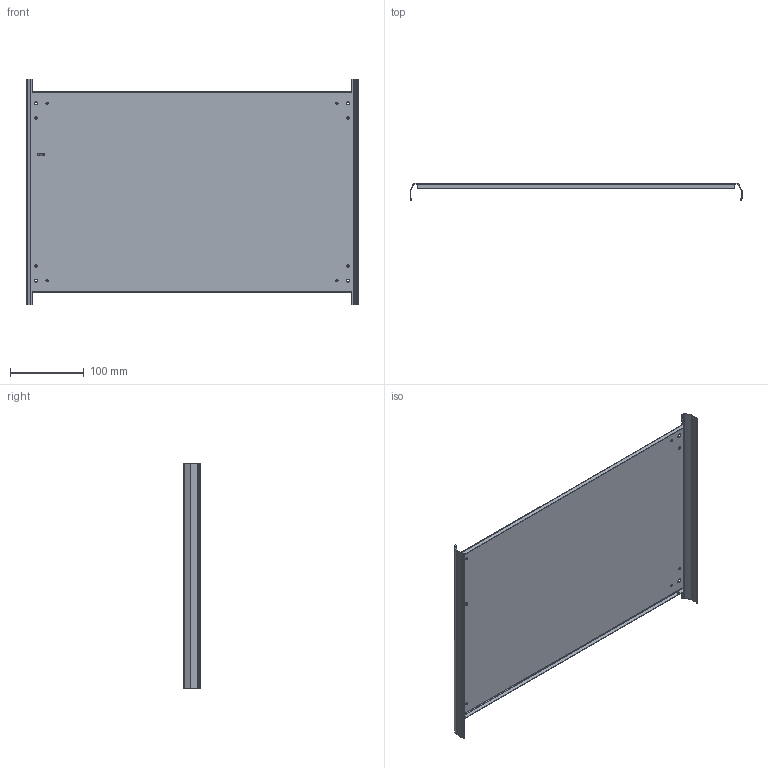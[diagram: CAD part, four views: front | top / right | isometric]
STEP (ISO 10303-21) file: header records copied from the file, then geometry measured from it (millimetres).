
FILE_DESCRIPTION((''),'2;1');
FILE_NAME('P00452XXMRXX_305','2014-09-05T',('wkoerber'),(''),'PRO/ENGINEER BY PARAMETRIC TECHNOLOGY CORPORATION, 2010160','PRO/ENGINEER BY PARAMETRIC TECHNOLOGY CORPORATION, 2010160','');
FILE_SCHEMA(('AUTOMOTIVE_DESIGN { 1 0 10303 214 1 1 1 1 }'));
Length unit declared in the file: millimetre
Products named in the file (1): P00452XXMRXX_305
Bounding box: 449 x 23.5 x 305.4 mm (x, y, z)
Volume: 97762 mm3; surface area: 280647.8 mm2
Topology: 2 solids, 2 shells, 140 faces, 320 edges, 184 vertices
Faces by surface type: plane 90, cylinder 42, cone 8
Entity records: 3978 total; most frequent: DIRECTION 700, CARTESIAN_POINT 645, ORIENTED_EDGE 640, EDGE_CURVE 320, AXIS2_PLACEMENT_3D 240, VECTOR 220, LINE 220, VERTEX_POINT 184
